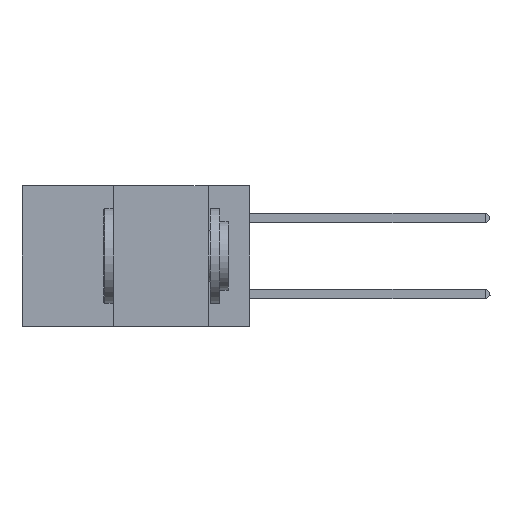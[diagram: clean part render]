
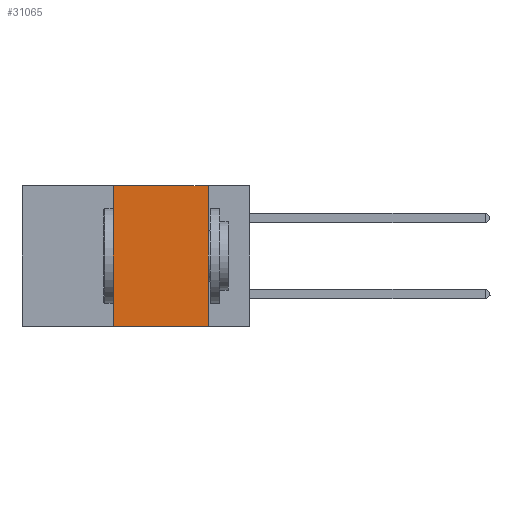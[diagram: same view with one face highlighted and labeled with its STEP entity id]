
A CAD part, left-side view. The second image highlights one B-rep face of the part: STEP entity #31065.
In plain terms, the highlighted planar face has unit normal (-1, 0, 0).
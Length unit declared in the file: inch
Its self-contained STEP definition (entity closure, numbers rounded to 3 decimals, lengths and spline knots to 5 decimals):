
#280 = VERTEX_POINT ( 'NONE', #38995 ) ;
#856 = PLANE ( 'NONE',  #24826 ) ;
#2304 = VECTOR ( 'NONE', #22066, 39.37008 ) ;
#4043 = DIRECTION ( 'NONE',  ( 1., 0., 0. ) ) ;
#7983 = CARTESIAN_POINT ( 'NONE',  ( 0., 0.11, -0.37 ) ) ;
#9276 = EDGE_CURVE ( 'NONE', #280, #12650, #20679, .T. ) ;
#10064 = CARTESIAN_POINT ( 'NONE',  ( 0., 0.36, -0.37 ) ) ;
#10498 = DIRECTION ( 'NONE',  ( 0., 0., 1. ) ) ;
#10707 = LINE ( 'NONE', #36687, #32497 ) ;
#10811 = VECTOR ( 'NONE', #31042, 39.37008 ) ;
#12650 = VERTEX_POINT ( 'NONE', #7983 ) ;
#14891 = ORIENTED_EDGE ( 'NONE', *, *, #42751, .F. ) ;
#17463 = EDGE_LOOP ( 'NONE', ( #25989, #14891, #18368, #36516 ) ) ;
#17529 = LINE ( 'NONE', #37790, #10811 ) ;
#18368 = ORIENTED_EDGE ( 'NONE', *, *, #19498, .F. ) ;
#19498 = EDGE_CURVE ( 'NONE', #36739, #25303, #10707, .T. ) ;
#20679 = LINE ( 'NONE', #31130, #30528 ) ;
#21273 = DIRECTION ( 'NONE',  ( 0., 0., -1. ) ) ;
#22066 = DIRECTION ( 'NONE',  ( 0., -1., 0. ) ) ;
#24826 = AXIS2_PLACEMENT_3D ( 'NONE', #30267, #4043, #33729 ) ;
#25303 = VERTEX_POINT ( 'NONE', #35624 ) ;
#25989 = ORIENTED_EDGE ( 'NONE', *, *, #9276, .F. ) ;
#28387 = FACE_OUTER_BOUND ( 'NONE', #17463, .T. ) ;
#30267 = CARTESIAN_POINT ( 'NONE',  ( 0., 0.6, 0. ) ) ;
#30528 = VECTOR ( 'NONE', #21273, 39.37008 ) ;
#30568 = EDGE_CURVE ( 'NONE', #36739, #12650, #17529, .T. ) ;
#31042 = DIRECTION ( 'NONE',  ( 0., -1., 0. ) ) ;
#31065 = ADVANCED_FACE ( 'NONE', ( #28387 ), #856, .F. ) ;
#31130 = CARTESIAN_POINT ( 'NONE',  ( 0., 0.11, 0. ) ) ;
#32497 = VECTOR ( 'NONE', #10498, 39.37008 ) ;
#33729 = DIRECTION ( 'NONE',  ( 0., 0., -1. ) ) ;
#35624 = CARTESIAN_POINT ( 'NONE',  ( 0., 0.36, 0. ) ) ;
#36516 = ORIENTED_EDGE ( 'NONE', *, *, #30568, .T. ) ;
#36687 = CARTESIAN_POINT ( 'NONE',  ( 0., 0.36, 0. ) ) ;
#36739 = VERTEX_POINT ( 'NONE', #10064 ) ;
#37790 = CARTESIAN_POINT ( 'NONE',  ( 0., 0.6, -0.37 ) ) ;
#38995 = CARTESIAN_POINT ( 'NONE',  ( 0., 0.11, 0. ) ) ;
#42038 = CARTESIAN_POINT ( 'NONE',  ( 0., 0.6, 0. ) ) ;
#42706 = LINE ( 'NONE', #42038, #2304 ) ;
#42751 = EDGE_CURVE ( 'NONE', #25303, #280, #42706, .T. ) ;
